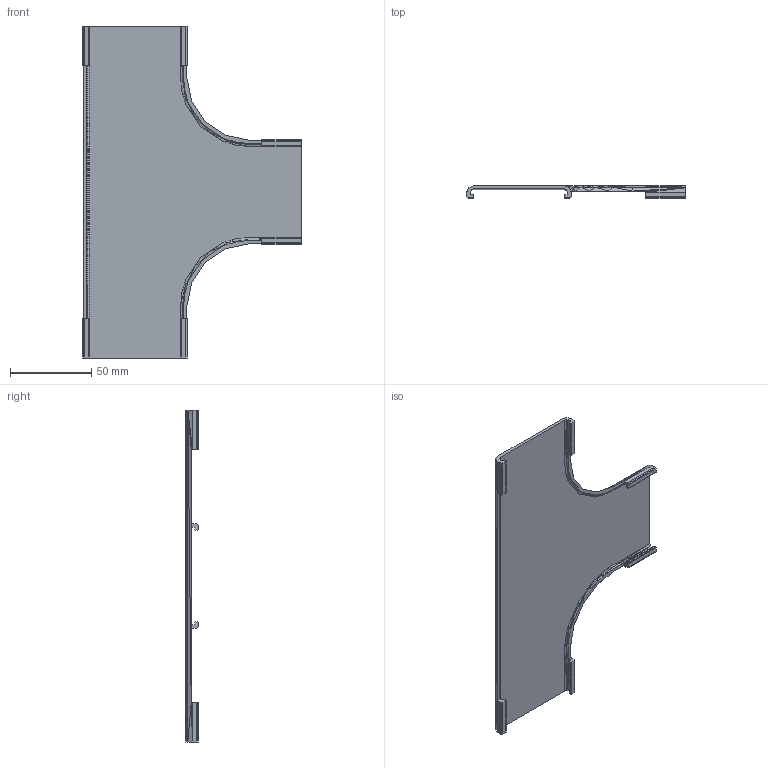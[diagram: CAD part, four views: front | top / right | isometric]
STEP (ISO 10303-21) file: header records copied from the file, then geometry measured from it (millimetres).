
FILE_DESCRIPTION(('FreeCAD Model'),'2;1');
FILE_NAME('Open CASCADE Shape Model','2022-12-06T13:50:17',('Author'),( ''),'Open CASCADE STEP processor 7.6','FreeCAD','Unknown');
FILE_SCHEMA(('AUTOMOTIVE_DESIGN { 1 0 10303 214 1 1 1 1 }'));
Length unit declared in the file: millimetre
Products named in the file (1): DS_060_38132___________________________________________________________
____________________________________________60mm_horizontal_tee_
cover001001 (Solid)
Bounding box: 134 x 7.4 x 204 mm (x, y, z)
Volume: 37696.5 mm3; surface area: 39346.7 mm2
Topology: 1 solids, 1 shells, 248 faces, 534 edges, 288 vertices
Faces by surface type: plane 248
Entity records: 13270 total; most frequent: CARTESIAN_POINT 2139, DIRECTION 2100, LINE 1602, VECTOR 1602, ORIENTED_EDGE 1068, PCURVE 1068, DEFINITIONAL_REPRESENTATION 1068, EDGE_CURVE 534
